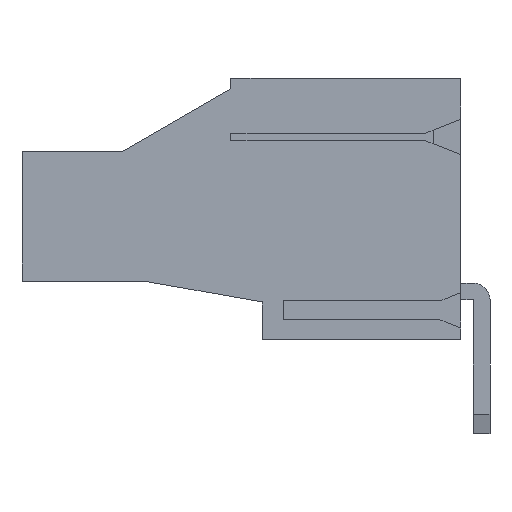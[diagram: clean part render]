
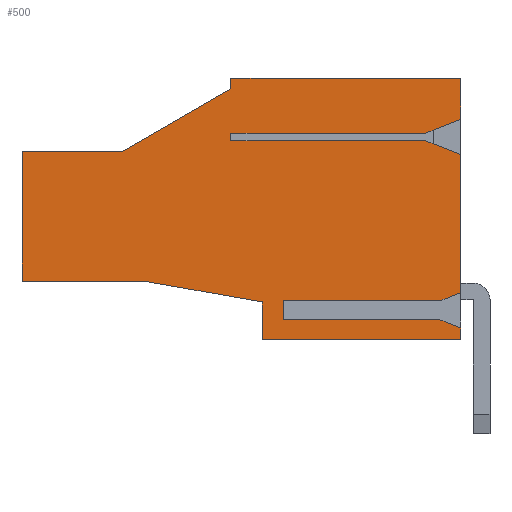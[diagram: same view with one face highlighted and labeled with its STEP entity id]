
A CAD part, left-side view. The second image highlights one B-rep face of the part: STEP entity #500.
In plain terms, the highlighted planar face has unit normal (-1, 0, 0).
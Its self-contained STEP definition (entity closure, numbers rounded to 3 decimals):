
#500 = ADVANCED_FACE( '', ( #1196 ), #1197, .T. );
#1196 = FACE_OUTER_BOUND( '', #2102, .T. );
#1197 = PLANE( '', #2103 );
#2102 = EDGE_LOOP( '', ( #3555, #3556, #3557, #3558, #3559, #3560, #3561, #3562, #3563, #3564, #3565, #3566, #3567, #3568, #3569, #3570, #3571, #3572, #3573, #3574, #3575, #3576 ) );
#2103 = AXIS2_PLACEMENT_3D( '', #3577, #3578, #3579 );
#3555 = ORIENTED_EDGE( '', *, *, #5919, .T. );
#3556 = ORIENTED_EDGE( '', *, *, #5798, .T. );
#3557 = ORIENTED_EDGE( '', *, *, #5810, .T. );
#3558 = ORIENTED_EDGE( '', *, *, #5920, .T. );
#3559 = ORIENTED_EDGE( '', *, *, #5444, .T. );
#3560 = ORIENTED_EDGE( '', *, *, #5921, .T. );
#3561 = ORIENTED_EDGE( '', *, *, #5922, .T. );
#3562 = ORIENTED_EDGE( '', *, *, #5472, .T. );
#3563 = ORIENTED_EDGE( '', *, *, #5923, .T. );
#3564 = ORIENTED_EDGE( '', *, *, #5837, .T. );
#3565 = ORIENTED_EDGE( '', *, *, #5924, .T. );
#3566 = ORIENTED_EDGE( '', *, *, #5925, .T. );
#3567 = ORIENTED_EDGE( '', *, *, #5926, .F. );
#3568 = ORIENTED_EDGE( '', *, *, #5666, .F. );
#3569 = ORIENTED_EDGE( '', *, *, #5927, .T. );
#3570 = ORIENTED_EDGE( '', *, *, #5834, .T. );
#3571 = ORIENTED_EDGE( '', *, *, #5928, .T. );
#3572 = ORIENTED_EDGE( '', *, *, #5902, .T. );
#3573 = ORIENTED_EDGE( '', *, *, #5929, .F. );
#3574 = ORIENTED_EDGE( '', *, *, #5930, .F. );
#3575 = ORIENTED_EDGE( '', *, *, #5931, .T. );
#3576 = ORIENTED_EDGE( '', *, *, #5841, .T. );
#3577 = CARTESIAN_POINT( '', ( -39.61, -83.045, -53.5 ) );
#3578 = DIRECTION( '', ( -1., 0., 0. ) );
#3579 = DIRECTION( '', ( 0., 1., 0. ) );
#5444 = EDGE_CURVE( '', #6527, #6531, #6533, .T. );
#5472 = EDGE_CURVE( '', #6584, #6582, #6585, .T. );
#5666 = EDGE_CURVE( '', #6918, #6919, #6920, .T. );
#5798 = EDGE_CURVE( '', #7137, #7141, #7143, .T. );
#5810 = EDGE_CURVE( '', #7141, #7157, #7159, .T. );
#5834 = EDGE_CURVE( '', #7196, #7194, #7197, .T. );
#5837 = EDGE_CURVE( '', #7201, #7199, #7202, .T. );
#5841 = EDGE_CURVE( '', #7209, #7207, #7210, .T. );
#5902 = EDGE_CURVE( '', #7311, #7309, #7312, .T. );
#5919 = EDGE_CURVE( '', #7207, #7137, #7334, .T. );
#5920 = EDGE_CURVE( '', #7157, #6527, #7335, .T. );
#5921 = EDGE_CURVE( '', #6531, #7336, #7337, .T. );
#5922 = EDGE_CURVE( '', #7336, #6584, #7338, .T. );
#5923 = EDGE_CURVE( '', #6582, #7201, #7339, .T. );
#5924 = EDGE_CURVE( '', #7199, #7340, #7341, .T. );
#5925 = EDGE_CURVE( '', #7340, #7342, #7343, .T. );
#5926 = EDGE_CURVE( '', #6919, #7342, #7344, .T. );
#5927 = EDGE_CURVE( '', #6918, #7196, #7345, .T. );
#5928 = EDGE_CURVE( '', #7194, #7311, #7346, .T. );
#5929 = EDGE_CURVE( '', #7347, #7309, #7348, .T. );
#5930 = EDGE_CURVE( '', #7349, #7347, #7350, .T. );
#5931 = EDGE_CURVE( '', #7349, #7209, #7351, .T. );
#6527 = VERTEX_POINT( '', #8121 );
#6531 = VERTEX_POINT( '', #8127 );
#6533 = LINE( '', #8130, #8131 );
#6582 = VERTEX_POINT( '', #8197 );
#6584 = VERTEX_POINT( '', #8200 );
#6585 = LINE( '', #8201, #8202 );
#6918 = VERTEX_POINT( '', #8683 );
#6919 = VERTEX_POINT( '', #8684 );
#6920 = LINE( '', #8685, #8686 );
#7137 = VERTEX_POINT( '', #8998 );
#7141 = VERTEX_POINT( '', #9004 );
#7143 = LINE( '', #9007, #9008 );
#7157 = VERTEX_POINT( '', #9028 );
#7159 = LINE( '', #9031, #9032 );
#7194 = VERTEX_POINT( '', #9081 );
#7196 = VERTEX_POINT( '', #9084 );
#7197 = LINE( '', #9085, #9086 );
#7199 = VERTEX_POINT( '', #9089 );
#7201 = VERTEX_POINT( '', #9092 );
#7202 = LINE( '', #9093, #9094 );
#7207 = VERTEX_POINT( '', #9101 );
#7209 = VERTEX_POINT( '', #9104 );
#7210 = LINE( '', #9105, #9106 );
#7309 = VERTEX_POINT( '', #9253 );
#7311 = VERTEX_POINT( '', #9256 );
#7312 = LINE( '', #9257, #9258 );
#7334 = LINE( '', #9288, #9289 );
#7335 = LINE( '', #9290, #9291 );
#7336 = VERTEX_POINT( '', #9292 );
#7337 = LINE( '', #9293, #9294 );
#7338 = LINE( '', #9295, #9296 );
#7339 = LINE( '', #9297, #9298 );
#7340 = VERTEX_POINT( '', #9299 );
#7341 = LINE( '', #9300, #9301 );
#7342 = VERTEX_POINT( '', #9302 );
#7343 = LINE( '', #9303, #9304 );
#7344 = LINE( '', #9305, #9306 );
#7345 = LINE( '', #9307, #9308 );
#7346 = LINE( '', #9309, #9310 );
#7347 = VERTEX_POINT( '', #9311 );
#7348 = LINE( '', #9312, #9313 );
#7349 = VERTEX_POINT( '', #9314 );
#7350 = LINE( '', #9315, #9316 );
#7351 = LINE( '', #9317, #9318 );
#8121 = CARTESIAN_POINT( '', ( -39.61, -83.045, -53.5 ) );
#8127 = CARTESIAN_POINT( '', ( -39.61, -83.045, -59.7 ) );
#8130 = CARTESIAN_POINT( '', ( -39.61, -83.045, -59.7 ) );
#8131 = VECTOR( '', #10392, 1000. );
#8197 = CARTESIAN_POINT( '', ( -39.61, -94.545, -62.5 ) );
#8200 = CARTESIAN_POINT( '', ( -39.61, -94.545, -60.7 ) );
#8201 = CARTESIAN_POINT( '', ( -39.61, -94.545, -62.5 ) );
#8202 = VECTOR( '', #10423, 1000. );
#8683 = CARTESIAN_POINT( '', ( -39.61, -103.045, -60.65 ) );
#8684 = CARTESIAN_POINT( '', ( -39.61, -95.545, -60.65 ) );
#8685 = CARTESIAN_POINT( '', ( -39.61, -106.545, -60.65 ) );
#8686 = VECTOR( '', #10596, 1000. );
#8998 = CARTESIAN_POINT( '', ( -39.61, -93.045, -50. ) );
#9004 = CARTESIAN_POINT( '', ( -39.61, -93.045, -50.5 ) );
#9007 = CARTESIAN_POINT( '', ( -39.61, -93.045, -50.5 ) );
#9008 = VECTOR( '', #10722, 1000. );
#9028 = CARTESIAN_POINT( '', ( -39.61, -87.849, -53.5 ) );
#9031 = CARTESIAN_POINT( '', ( -39.61, -87.849, -53.5 ) );
#9032 = VECTOR( '', #10733, 1000. );
#9081 = CARTESIAN_POINT( '', ( -39.61, -104.045, -53.644 ) );
#9084 = CARTESIAN_POINT( '', ( -39.61, -104.045, -60.256 ) );
#9085 = CARTESIAN_POINT( '', ( -39.61, -104.045, -50. ) );
#9086 = VECTOR( '', #10755, 1000. );
#9089 = CARTESIAN_POINT( '', ( -39.61, -104.045, -61.944 ) );
#9092 = CARTESIAN_POINT( '', ( -39.61, -104.045, -62.5 ) );
#9093 = CARTESIAN_POINT( '', ( -39.61, -104.045, -50. ) );
#9094 = VECTOR( '', #10758, 1000. );
#9101 = CARTESIAN_POINT( '', ( -39.61, -104.045, -50. ) );
#9104 = CARTESIAN_POINT( '', ( -39.61, -104.045, -51.956 ) );
#9105 = CARTESIAN_POINT( '', ( -39.61, -104.045, -50. ) );
#9106 = VECTOR( '', #10762, 1000. );
#9253 = CARTESIAN_POINT( '', ( -39.61, -93.045, -52.986 ) );
#9256 = CARTESIAN_POINT( '', ( -39.61, -102.375, -52.986 ) );
#9257 = CARTESIAN_POINT( '', ( -39.61, -83.045, -52.986 ) );
#9258 = VECTOR( '', #10815, 1000. );
#9288 = CARTESIAN_POINT( '', ( -39.61, -93.045, -50. ) );
#9289 = VECTOR( '', #10833, 1000. );
#9290 = CARTESIAN_POINT( '', ( -39.61, -83.045, -53.5 ) );
#9291 = VECTOR( '', #10834, 1000. );
#9292 = CARTESIAN_POINT( '', ( -39.61, -88.874, -59.7 ) );
#9293 = CARTESIAN_POINT( '', ( -39.61, -88.874, -59.7 ) );
#9294 = VECTOR( '', #10835, 1000. );
#9295 = CARTESIAN_POINT( '', ( -39.61, -94.545, -60.7 ) );
#9296 = VECTOR( '', #10836, 1000. );
#9297 = CARTESIAN_POINT( '', ( -39.61, -104.045, -62.5 ) );
#9298 = VECTOR( '', #10837, 1000. );
#9299 = CARTESIAN_POINT( '', ( -39.61, -103.045, -61.55 ) );
#9300 = CARTESIAN_POINT( '', ( -39.61, -82.989, -53.643 ) );
#9301 = VECTOR( '', #10838, 1000. );
#9302 = CARTESIAN_POINT( '', ( -39.61, -95.545, -61.55 ) );
#9303 = CARTESIAN_POINT( '', ( -39.61, -106.545, -61.55 ) );
#9304 = VECTOR( '', #10839, 1000. );
#9305 = CARTESIAN_POINT( '', ( -39.61, -95.545, -61.55 ) );
#9306 = VECTOR( '', #10840, 1000. );
#9307 = CARTESIAN_POINT( '', ( -39.61, -88.176, -66.512 ) );
#9308 = VECTOR( '', #10841, 1000. );
#9309 = CARTESIAN_POINT( '', ( -39.61, -85.821, -46.459 ) );
#9310 = VECTOR( '', #10842, 1000. );
#9311 = CARTESIAN_POINT( '', ( -39.61, -93.045, -52.614 ) );
#9312 = CARTESIAN_POINT( '', ( -39.61, -93.045, -53.25 ) );
#9313 = VECTOR( '', #10843, 1000. );
#9314 = CARTESIAN_POINT( '', ( -39.61, -102.375, -52.614 ) );
#9315 = CARTESIAN_POINT( '', ( -39.61, -104.045, -52.614 ) );
#9316 = VECTOR( '', #10844, 1000. );
#9317 = CARTESIAN_POINT( '', ( -39.61, -85.344, -59.329 ) );
#9318 = VECTOR( '', #10845, 1000. );
#10392 = DIRECTION( '', ( 0., 0., -1. ) );
#10423 = DIRECTION( '', ( 0., 0., -1. ) );
#10596 = DIRECTION( '', ( 0., 1., 0. ) );
#10722 = DIRECTION( '', ( 0., 0., -1. ) );
#10733 = DIRECTION( '', ( 0., 0.866, -0.5 ) );
#10755 = DIRECTION( '', ( 0., 0., 1. ) );
#10758 = DIRECTION( '', ( 0., 0., 1. ) );
#10762 = DIRECTION( '', ( 0., 0., 1. ) );
#10815 = DIRECTION( '', ( 0., 1., 0. ) );
#10833 = DIRECTION( '', ( 0., 1., 0. ) );
#10834 = DIRECTION( '', ( 0., 1., 0. ) );
#10835 = DIRECTION( '', ( 0., -1., 0. ) );
#10836 = DIRECTION( '', ( 0., -0.985, -0.174 ) );
#10837 = DIRECTION( '', ( 0., -1., 0. ) );
#10838 = DIRECTION( '', ( 0., 0.93, 0.367 ) );
#10839 = DIRECTION( '', ( 0., 1., 0. ) );
#10840 = DIRECTION( '', ( 0., 0., -1. ) );
#10841 = DIRECTION( '', ( 0., -0.93, 0.367 ) );
#10842 = DIRECTION( '', ( 0., 0.93, 0.367 ) );
#10843 = DIRECTION( '', ( 0., 0., -1. ) );
#10844 = DIRECTION( '', ( 0., 1., 0. ) );
#10845 = DIRECTION( '', ( 0., -0.93, 0.367 ) );
